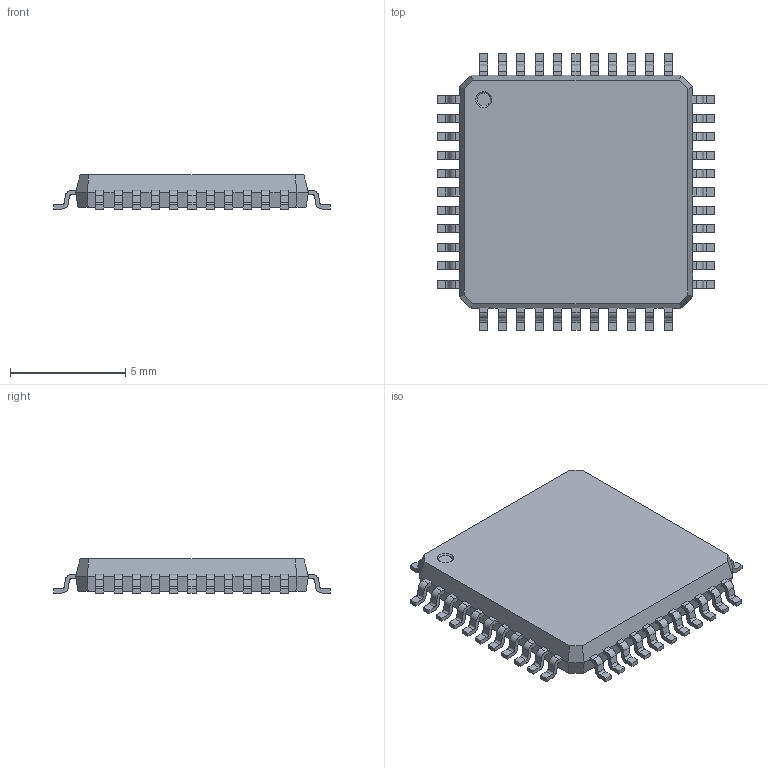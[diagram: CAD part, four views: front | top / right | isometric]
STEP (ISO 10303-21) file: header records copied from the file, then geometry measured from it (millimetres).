
FILE_DESCRIPTION (( 'STEP AP214' ), '1' );
FILE_NAME ('User Library-lqfp44-1.STEP', '2019-06-07T12:32:55', ( '' ), ( '' ), 'SwSTEP 2.0', 'SolidWorks 2019', '' );
FILE_SCHEMA (( 'AUTOMOTIVE_DESIGN' ));
Length unit declared in the file: millimetre
Products named in the file (1): User Library-lqfp44-1
Bounding box: 12 x 12 x 1.48 mm (x, y, z)
Volume: 141.6 mm3; surface area: 311.8 mm2
Topology: 3 solids, 3 shells, 595 faces, 1756 edges, 1168 vertices
Faces by surface type: plane 417, cylinder 176, cone 2
Entity records: 26359 total; most frequent: CARTESIAN_POINT 3520, ORIENTED_EDGE 3512, DIRECTION 3304, EDGE_CURVE 1756, VECTOR 1400, LINE 1400, VERTEX_POINT 1168, AXIS2_PLACEMENT_3D 952
